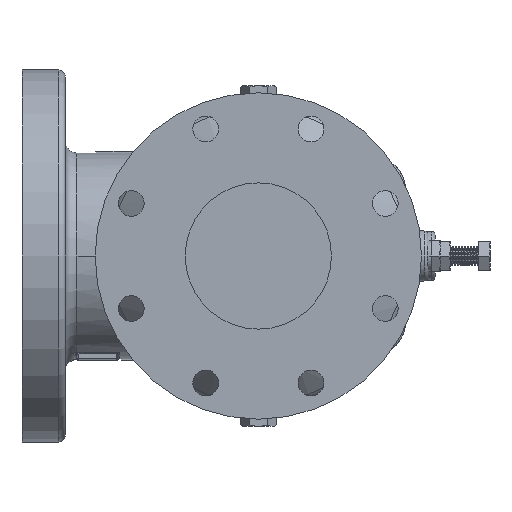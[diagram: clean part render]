
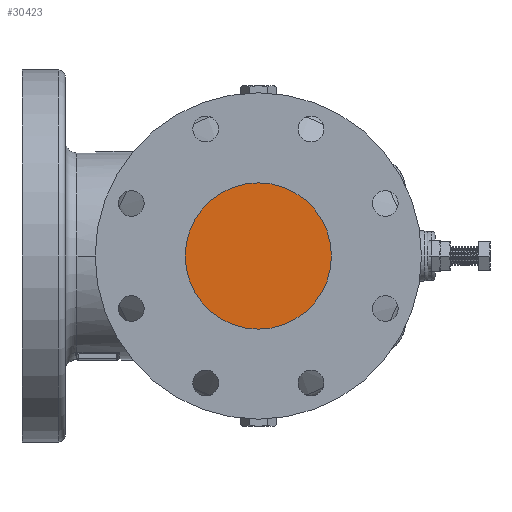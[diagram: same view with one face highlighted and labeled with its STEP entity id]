
A CAD part, left-side view. The second image highlights one B-rep face of the part: STEP entity #30423.
In plain terms, the highlighted planar face has unit normal (-1, 0, 0).
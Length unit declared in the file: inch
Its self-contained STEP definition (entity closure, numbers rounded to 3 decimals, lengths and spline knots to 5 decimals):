
#1960 = EDGE_LOOP ( 'NONE', ( #44760, #3654 ) ) ;
#2840 = PLANE ( 'NONE',  #39048 ) ;
#3654 = ORIENTED_EDGE ( 'NONE', *, *, #58166, .T. ) ;
#4170 = CARTESIAN_POINT ( 'NONE',  ( -9.92126, 0., 0. ) ) ;
#8119 = CARTESIAN_POINT ( 'NONE',  ( -9.92126, 0., 0. ) ) ;
#8365 = DIRECTION ( 'NONE',  ( -1., 0., 0. ) ) ;
#9025 = DIRECTION ( 'NONE',  ( 0., 0., 1. ) ) ;
#11207 = CIRCLE ( 'NONE', #30671, 2.46063 ) ;
#11619 = VERTEX_POINT ( 'NONE', #13058 ) ;
#12978 = DIRECTION ( 'NONE',  ( 0., 0., 1. ) ) ;
#13058 = CARTESIAN_POINT ( 'NONE',  ( -9.92126, 0., 2.46063 ) ) ;
#20568 = FACE_OUTER_BOUND ( 'NONE', #1960, .T. ) ;
#21018 = EDGE_CURVE ( 'NONE', #11619, #56836, #11207, .T. ) ;
#21753 = CARTESIAN_POINT ( 'NONE',  ( -9.92126, 0., -2.46063 ) ) ;
#30423 = ADVANCED_FACE ( 'NONE', ( #20568 ), #2840, .T. ) ;
#30671 = AXIS2_PLACEMENT_3D ( 'NONE', #4170, #37948, #9025 ) ;
#37280 = CARTESIAN_POINT ( 'NONE',  ( -9.92126, 0., 0. ) ) ;
#37948 = DIRECTION ( 'NONE',  ( -1., 0., 0. ) ) ;
#38152 = CIRCLE ( 'NONE', #60946, 2.46063 ) ;
#39048 = AXIS2_PLACEMENT_3D ( 'NONE', #8119, #41884, #12978 ) ;
#41884 = DIRECTION ( 'NONE',  ( -1., 0., 0. ) ) ;
#42117 = DIRECTION ( 'NONE',  ( 0., 0., 1. ) ) ;
#44760 = ORIENTED_EDGE ( 'NONE', *, *, #21018, .T. ) ;
#56836 = VERTEX_POINT ( 'NONE', #21753 ) ;
#58166 = EDGE_CURVE ( 'NONE', #56836, #11619, #38152, .T. ) ;
#60946 = AXIS2_PLACEMENT_3D ( 'NONE', #37280, #8365, #42117 ) ;
